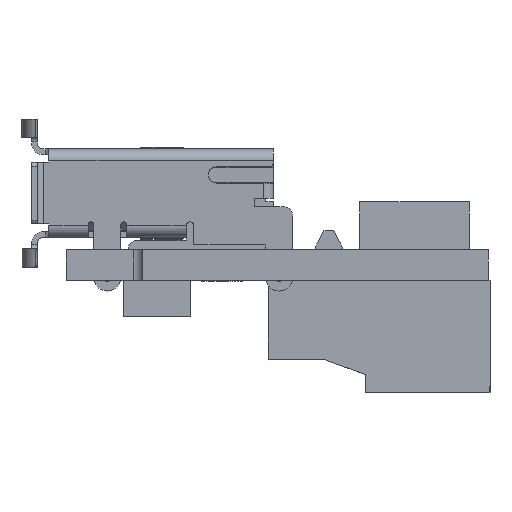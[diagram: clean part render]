
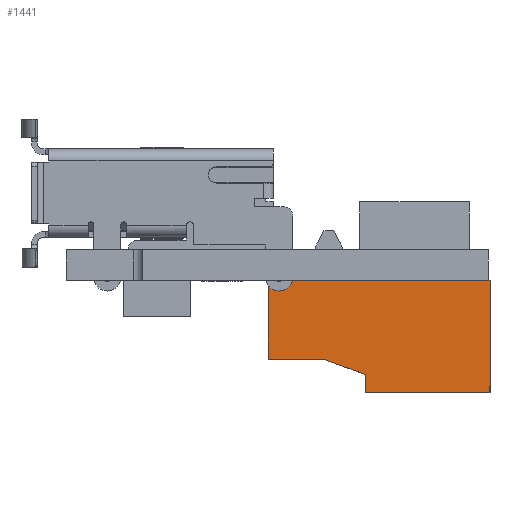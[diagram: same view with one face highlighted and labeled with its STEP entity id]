
A CAD part, front view. The second image highlights one B-rep face of the part: STEP entity #1441.
In plain terms, the highlighted planar face has unit normal (0, -1, 0).
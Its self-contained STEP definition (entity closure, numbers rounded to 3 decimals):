
#1441=ADVANCED_FACE('',(#2783),#13321,.T.);
#2783=FACE_OUTER_BOUND('',#4268,.F.);
#4268=EDGE_LOOP('',(#11232,#11233,#11234,#11235,#11236,#11237,#11238,#11239));
#11232=ORIENTED_EDGE('',*,*,#17170,.F.);
#11233=ORIENTED_EDGE('',*,*,#17190,.F.);
#11234=ORIENTED_EDGE('',*,*,#16555,.F.);
#11235=ORIENTED_EDGE('',*,*,#16577,.F.);
#11236=ORIENTED_EDGE('',*,*,#16499,.F.);
#11237=ORIENTED_EDGE('',*,*,#16536,.F.);
#11238=ORIENTED_EDGE('',*,*,#13972,.F.);
#11239=ORIENTED_EDGE('',*,*,#16481,.F.);
#13321=PLANE('',#29095);
#13972=EDGE_CURVE('',#27454,#27466,#17940,.T.);
#16481=EDGE_CURVE('',#25835,#27454,#20065,.T.);
#16499=EDGE_CURVE('',#25820,#25819,#20083,.T.);
#16536=EDGE_CURVE('',#27466,#25820,#20120,.T.);
#16555=EDGE_CURVE('',#25771,#25770,#20139,.T.);
#16577=EDGE_CURVE('',#25819,#25771,#20161,.T.);
#17170=EDGE_CURVE('',#25292,#25835,#20746,.T.);
#17190=EDGE_CURVE('',#25770,#25292,#20764,.T.);
#17940=LINE('',#38847,#21460);
#20065=LINE('',#41628,#23585);
#20083=LINE('',#41646,#23603);
#20120=LINE('',#41683,#23640);
#20139=LINE('',#41702,#23659);
#20161=LINE('',#41724,#23681);
#20746=LINE('',#42317,#24266);
#20764=LINE('',#42337,#24284);
#21460=VECTOR('',#29301,11.48);
#23585=VECTOR('',#32114,0.08);
#23603=VECTOR('',#32132,2.9);
#23640=VECTOR('',#32169,4.1);
#23659=VECTOR('',#32188,0.95);
#23681=VECTOR('',#32210,2.303);
#24266=VECTOR('',#32811,5.85);
#24284=VECTOR('',#32833,6.5);
#25292=VERTEX_POINT('',#36607);
#25770=VERTEX_POINT('',#37085);
#25771=VERTEX_POINT('',#37086);
#25819=VERTEX_POINT('',#37134);
#25820=VERTEX_POINT('',#37135);
#25835=VERTEX_POINT('',#37150);
#27454=VERTEX_POINT('',#38769);
#27466=VERTEX_POINT('',#38781);
#29095=AXIS2_PLACEMENT_3D('',#44501,#35926,#35927);
#29301=DIRECTION('',(-1.,0.,0.));
#32114=DIRECTION('',(-1.,0.,0.));
#32132=DIRECTION('',(1.,0.,0.));
#32169=DIRECTION('',(0.,0.,-1.));
#32188=DIRECTION('',(0.,0.,-1.));
#32210=DIRECTION('',(0.938,0.,-0.347));
#32811=DIRECTION('',(0.,0.,1.));
#32833=DIRECTION('',(1.,0.,0.));
#35926=DIRECTION('',(0.,-1.,0.));
#35927=DIRECTION('',(-1.,0.,0.));
#36607=CARTESIAN_POINT('',(-59.92,-8.27,-0.35));
#37085=CARTESIAN_POINT('',(-66.42,-8.27,-0.35));
#37086=CARTESIAN_POINT('',(-66.42,-8.27,0.6));
#37134=CARTESIAN_POINT('',(-68.58,-8.27,1.4));
#37135=CARTESIAN_POINT('',(-71.48,-8.27,1.4));
#37150=CARTESIAN_POINT('',(-59.92,-8.27,5.5));
#38769=CARTESIAN_POINT('',(-60.,-8.27,5.5));
#38781=CARTESIAN_POINT('',(-71.48,-8.27,5.5));
#38847=CARTESIAN_POINT('',(-60.,-8.27,5.5));
#41628=CARTESIAN_POINT('',(-59.92,-8.27,5.5));
#41646=CARTESIAN_POINT('',(-71.48,-8.27,1.4));
#41683=CARTESIAN_POINT('',(-71.48,-8.27,5.5));
#41702=CARTESIAN_POINT('',(-66.42,-8.27,0.6));
#41724=CARTESIAN_POINT('',(-68.58,-8.27,1.4));
#42317=CARTESIAN_POINT('',(-59.92,-8.27,-0.35));
#42337=CARTESIAN_POINT('',(-66.42,-8.27,-0.35));
#44501=CARTESIAN_POINT('',(-59.342,-8.27,6.078));
